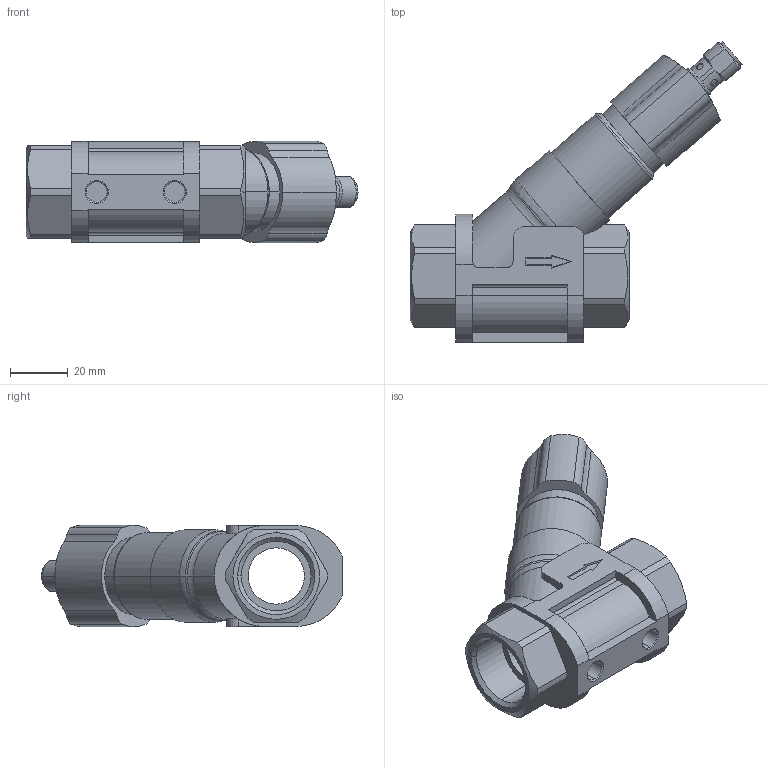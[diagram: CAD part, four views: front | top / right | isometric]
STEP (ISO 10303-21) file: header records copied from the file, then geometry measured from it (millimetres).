
FILE_DESCRIPTION (( 'STEP AP214' ), '1' );
FILE_NAME ('FSA75-42-10H.STEP', '2024-09-24T18:19:01', ( '' ), ( '' ), 'SwSTEP 2.0', 'SolidWorks 2021', '' );
FILE_SCHEMA (( 'AUTOMOTIVE_DESIGN' ));
Length unit declared in the file: inch
Products named in the file (1): FSA75-42-10H
Bounding box: 114.96 x 104.35 x 35.1 mm (x, y, z)
Volume: 108258.3 mm3; surface area: 25357.3 mm2
Topology: 1 solids, 1 shells, 180 faces, 463 edges, 301 vertices
Faces by surface type: cylinder 86, plane 60, cone 28, torus 6
Entity records: 6218 total; most frequent: CARTESIAN_POINT 1830, ORIENTED_EDGE 926, DIRECTION 895, EDGE_CURVE 463, AXIS2_PLACEMENT_3D 341, VERTEX_POINT 301, LINE 213, VECTOR 213
